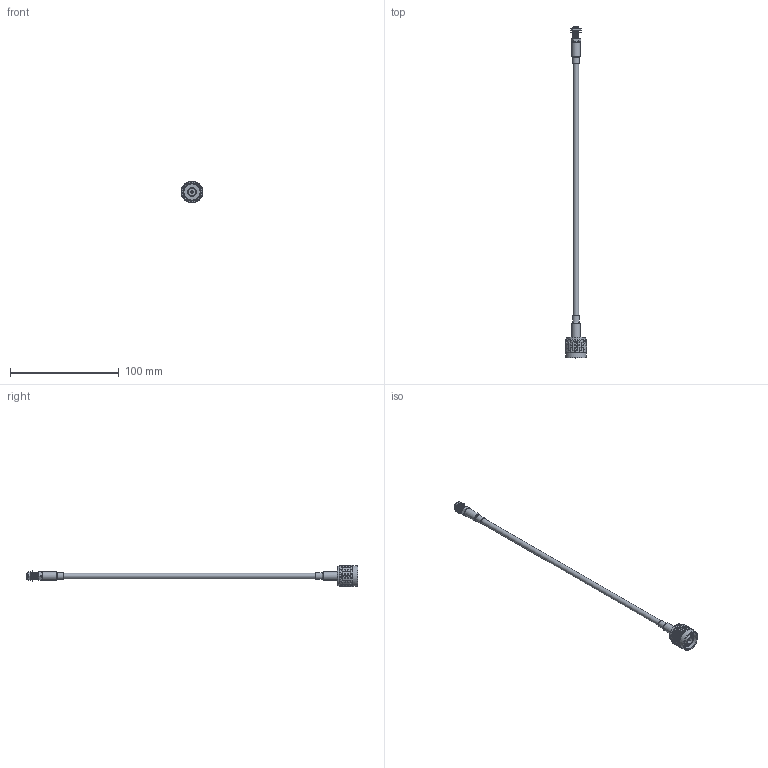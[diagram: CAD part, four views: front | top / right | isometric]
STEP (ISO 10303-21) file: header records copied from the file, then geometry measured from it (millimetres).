
FILE_DESCRIPTION(/* description */ ('Unknown'),/* implementation_level */ '2;1');
FILE_NAME(/* name */ '65507012430501',/* time_stamp */ '2022-04-20T14:47:57+02:00',/* author */ ('Unknown'),/* organization */ ('Unknown'),/* preprocessor_version */ 'ST-DEVELOPER v16.7',/* originating_system */ 'Solid Edge',/* authorisation */ 'Unknown');
FILE_SCHEMA (('AUTOMOTIVE_DESIGN {1 0 10303 214 3 1 1}'));
Products named in the file (1): 65507012430501
Bounding box: 20 x 304.8 x 19.98 mm (x, y, z)
Volume: 10191.7 mm3; surface area: 31418.8 mm2
Topology: 20 solids, 20 shells, 4507 faces, 9281 edges, 4835 vertices
Faces by surface type: bspline 3178, cylinder 984, plane 288, cone 38, torus 19
Full cylindrical faces by diameter (mm): 0.94 x2, 0.95 x1, 1 x1, 1.05 x2, 1.27 x2, 1.6 x1, 1.65 x1, 2.1 x2, 2.15 x1, 2.79 x2, 2.95 x2, 3.05 x1, 3.1 x1, 3.4 x2, 3.7 x1, 4.1 x2, 4.4 x6, 4.65 x1, 5 x3, 5.33 x2, 5.34 x1, 6 x2, 6.48 x4, 6.58 x1, 6.98 x3, 7 x1, 7.28 x1, 7.3 x1, 7.48 x2, 8 x1
Entity records: 192732 total; most frequent: CARTESIAN_POINT 134199, ORIENTED_EDGE 18244, EDGE_CURVE 9122, VERTEX_POINT 4784, FACE_BOUND 4668, EDGE_LOOP 4667, ADVANCED_FACE 4505, DIRECTION 4276
